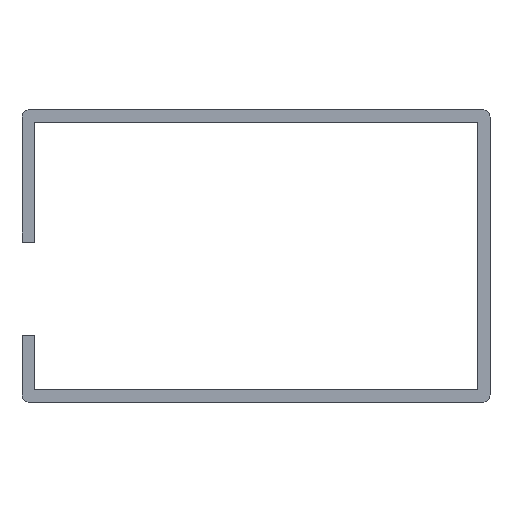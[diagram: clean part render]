
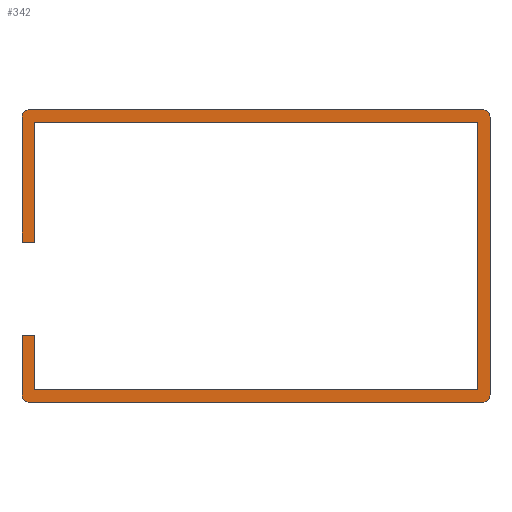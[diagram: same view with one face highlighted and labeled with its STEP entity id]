
A CAD part, top view. The second image highlights one B-rep face of the part: STEP entity #342.
In plain terms, the highlighted planar face has unit normal (0, 0, 1).
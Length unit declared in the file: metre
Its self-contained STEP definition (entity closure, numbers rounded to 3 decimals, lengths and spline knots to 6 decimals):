
#16=CIRCLE('',#374,0.003);
#17=CIRCLE('',#375,0.003);
#18=CIRCLE('',#376,0.003);
#19=CIRCLE('',#377,0.003);
#72=ORIENTED_EDGE('',*,*,#154,.F.);
#73=ORIENTED_EDGE('',*,*,#160,.T.);
#74=ORIENTED_EDGE('',*,*,#156,.F.);
#75=ORIENTED_EDGE('',*,*,#161,.T.);
#76=ORIENTED_EDGE('',*,*,#120,.F.);
#77=ORIENTED_EDGE('',*,*,#162,.T.);
#78=ORIENTED_EDGE('',*,*,#124,.F.);
#79=ORIENTED_EDGE('',*,*,#130,.F.);
#80=ORIENTED_EDGE('',*,*,#133,.F.);
#81=ORIENTED_EDGE('',*,*,#136,.F.);
#82=ORIENTED_EDGE('',*,*,#139,.F.);
#83=ORIENTED_EDGE('',*,*,#142,.F.);
#84=ORIENTED_EDGE('',*,*,#145,.F.);
#85=ORIENTED_EDGE('',*,*,#148,.F.);
#86=ORIENTED_EDGE('',*,*,#151,.F.);
#87=ORIENTED_EDGE('',*,*,#163,.T.);
#120=EDGE_CURVE('',#168,#169,#200,.T.);
#124=EDGE_CURVE('',#172,#173,#204,.T.);
#130=EDGE_CURVE('',#177,#172,#210,.T.);
#133=EDGE_CURVE('',#179,#177,#213,.T.);
#136=EDGE_CURVE('',#181,#179,#216,.T.);
#139=EDGE_CURVE('',#183,#181,#219,.T.);
#142=EDGE_CURVE('',#185,#183,#222,.T.);
#145=EDGE_CURVE('',#187,#185,#225,.T.);
#148=EDGE_CURVE('',#189,#187,#228,.T.);
#151=EDGE_CURVE('',#191,#189,#231,.T.);
#154=EDGE_CURVE('',#194,#195,#234,.T.);
#156=EDGE_CURVE('',#196,#197,#236,.T.);
#160=EDGE_CURVE('',#194,#197,#16,.T.);
#161=EDGE_CURVE('',#196,#169,#17,.T.);
#162=EDGE_CURVE('',#168,#173,#18,.T.);
#163=EDGE_CURVE('',#191,#195,#19,.T.);
#168=VERTEX_POINT('',#484);
#169=VERTEX_POINT('',#485);
#172=VERTEX_POINT('',#493);
#173=VERTEX_POINT('',#494);
#177=VERTEX_POINT('',#504);
#179=VERTEX_POINT('',#510);
#181=VERTEX_POINT('',#516);
#183=VERTEX_POINT('',#522);
#185=VERTEX_POINT('',#528);
#187=VERTEX_POINT('',#534);
#189=VERTEX_POINT('',#540);
#191=VERTEX_POINT('',#546);
#194=VERTEX_POINT('',#553);
#195=VERTEX_POINT('',#555);
#196=VERTEX_POINT('',#559);
#197=VERTEX_POINT('',#560);
#200=LINE('',#483,#240);
#204=LINE('',#492,#244);
#210=LINE('',#505,#250);
#213=LINE('',#511,#253);
#216=LINE('',#517,#256);
#219=LINE('',#523,#259);
#222=LINE('',#529,#262);
#225=LINE('',#535,#265);
#228=LINE('',#541,#268);
#231=LINE('',#547,#271);
#234=LINE('',#554,#274);
#236=LINE('',#558,#276);
#240=VECTOR('',#391,1.);
#244=VECTOR('',#397,1.);
#250=VECTOR('',#405,1.);
#253=VECTOR('',#410,1.);
#256=VECTOR('',#415,1.);
#259=VECTOR('',#420,1.);
#262=VECTOR('',#425,1.);
#265=VECTOR('',#430,1.);
#268=VECTOR('',#435,1.);
#271=VECTOR('',#440,1.);
#274=VECTOR('',#445,1.);
#276=VECTOR('',#449,1.);
#292=EDGE_LOOP('',(#72,#73,#74,#75,#76,#77,#78,#79,#80,#81,#82,#83,#84,
#85,#86,#87));
#310=FACE_BOUND('',#292,.T.);
#328=PLANE('',#373);
#342=ADVANCED_FACE('',(#310),#328,.T.);
#373=AXIS2_PLACEMENT_3D('',#566,#453,#454);
#374=AXIS2_PLACEMENT_3D('',#567,#455,#456);
#375=AXIS2_PLACEMENT_3D('',#568,#457,#458);
#376=AXIS2_PLACEMENT_3D('',#569,#459,#460);
#377=AXIS2_PLACEMENT_3D('',#570,#461,#462);
#391=DIRECTION('',(1.,0.,0.));
#397=DIRECTION('',(0.,1.,0.));
#405=DIRECTION('',(-1.,0.,0.));
#410=DIRECTION('',(0.,-1.,0.));
#415=DIRECTION('',(-1.,0.,0.));
#420=DIRECTION('',(0.,1.,0.));
#425=DIRECTION('',(1.,0.,0.));
#430=DIRECTION('',(0.,-1.,0.));
#435=DIRECTION('',(1.,0.,0.));
#440=DIRECTION('',(0.,1.,0.));
#445=DIRECTION('',(-1.,0.,0.));
#449=DIRECTION('',(0.,-1.,0.));
#453=DIRECTION('',(0.,0.,1.));
#454=DIRECTION('',(1.,0.,0.));
#455=DIRECTION('',(0.,0.,1.));
#456=DIRECTION('',(1.,0.,0.));
#457=DIRECTION('',(0.,0.,1.));
#458=DIRECTION('',(1.,0.,0.));
#459=DIRECTION('',(0.,0.,1.));
#460=DIRECTION('',(1.,0.,0.));
#461=DIRECTION('',(0.,0.,1.));
#462=DIRECTION('',(1.,0.,0.));
#483=CARTESIAN_POINT('',(0.,0.059994,0.012));
#484=CARTESIAN_POINT('',(-0.09306,0.059994,0.012));
#485=CARTESIAN_POINT('',(0.093061,0.059994,0.012));
#492=CARTESIAN_POINT('',(-0.09606,0.03285,0.012));
#493=CARTESIAN_POINT('',(-0.09606,0.005706,0.012));
#494=CARTESIAN_POINT('',(-0.09606,0.056994,0.012));
#504=CARTESIAN_POINT('',(-0.09106,0.005706,0.012));
#505=CARTESIAN_POINT('',(-0.09356,0.005706,0.012));
#510=CARTESIAN_POINT('',(-0.09106,0.054994,0.012));
#511=CARTESIAN_POINT('',(-0.09106,0.03035,0.012));
#516=CARTESIAN_POINT('',(0.091061,0.054994,0.012));
#517=CARTESIAN_POINT('',(0.,0.054994,0.012));
#522=CARTESIAN_POINT('',(0.091061,-0.054993,0.012));
#523=CARTESIAN_POINT('',(0.091061,0.,0.012));
#528=CARTESIAN_POINT('',(-0.09106,-0.054993,0.012));
#529=CARTESIAN_POINT('',(0.,-0.054993,0.012));
#534=CARTESIAN_POINT('',(-0.09106,-0.032567,0.012));
#535=CARTESIAN_POINT('',(-0.09106,-0.04378,0.012));
#540=CARTESIAN_POINT('',(-0.09606,-0.032567,0.012));
#541=CARTESIAN_POINT('',(-0.09356,-0.032567,0.012));
#546=CARTESIAN_POINT('',(-0.09606,-0.056993,0.012));
#547=CARTESIAN_POINT('',(-0.09606,-0.04628,0.012));
#553=CARTESIAN_POINT('',(0.093061,-0.059993,0.012));
#554=CARTESIAN_POINT('',(0.,-0.059993,0.012));
#555=CARTESIAN_POINT('',(-0.09306,-0.059993,0.012));
#558=CARTESIAN_POINT('',(0.096061,0.,0.012));
#559=CARTESIAN_POINT('',(0.096061,0.056994,0.012));
#560=CARTESIAN_POINT('',(0.096061,-0.056993,0.012));
#566=CARTESIAN_POINT('',(0.,0.,0.012));
#567=CARTESIAN_POINT('',(0.093061,-0.056993,0.012));
#568=CARTESIAN_POINT('',(0.093061,0.056994,0.012));
#569=CARTESIAN_POINT('',(-0.09306,0.056994,0.012));
#570=CARTESIAN_POINT('',(-0.09306,-0.056993,0.012));
